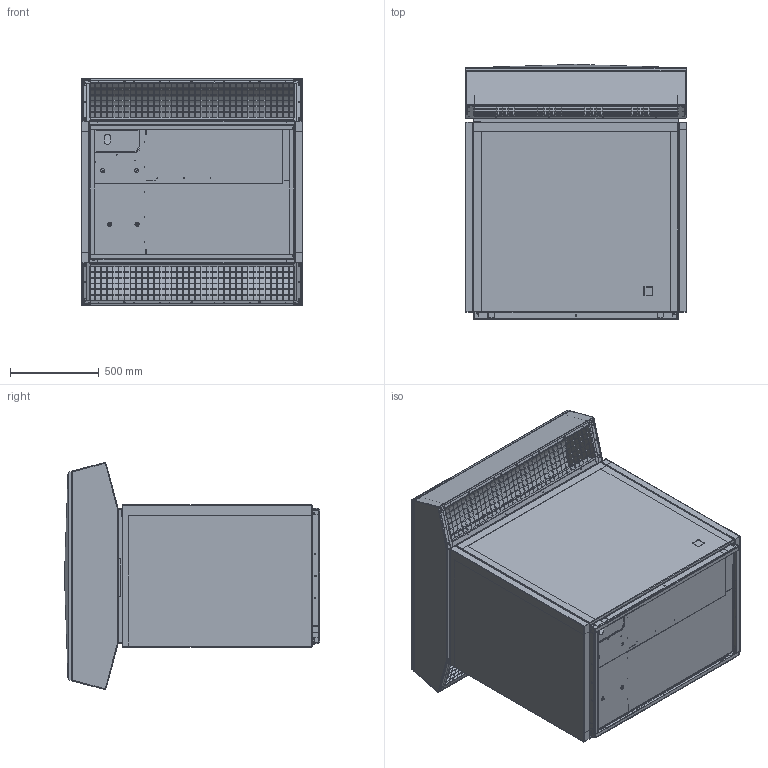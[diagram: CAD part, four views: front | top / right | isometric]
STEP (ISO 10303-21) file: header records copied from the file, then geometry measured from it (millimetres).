
FILE_DESCRIPTION((''),'2;1');
FILE_NAME('AUSSENAUFSTELLUNG_SW0002','2017-01-06T',('2625'),('STIEBEL-ELTRON'),'CREO PARAMETRIC BY PTC INC, 2015480','CREO PARAMETRIC BY PTC INC, 2015480','');
FILE_SCHEMA(('CONFIG_CONTROL_DESIGN'));
Products named in the file (1): AUSSENAUFSTELLUNG_SW0002
Bounding box: 1244 x 1433.55 x 1278.05 mm (x, y, z)
Volume: 228870868.8 mm3; surface area: 26035551.4 mm2
Topology: 2 solids, 8 shells, 4541 faces, 12878 edges, 8266 vertices
Faces by surface type: plane 3635, cylinder 748, bspline 124, cone 24, torus 8, sphere 2
Entity records: 259032 total; most frequent: CARTESIAN_POINT 51304, ORIENTED_EDGE 25746, DIRECTION 22946, PRESENTATION_STYLE_ASSIGNMENT 17426, STYLED_ITEM 12885, CURVE_STYLE 12877, EDGE_CURVE 12873, VECTOR 10894
